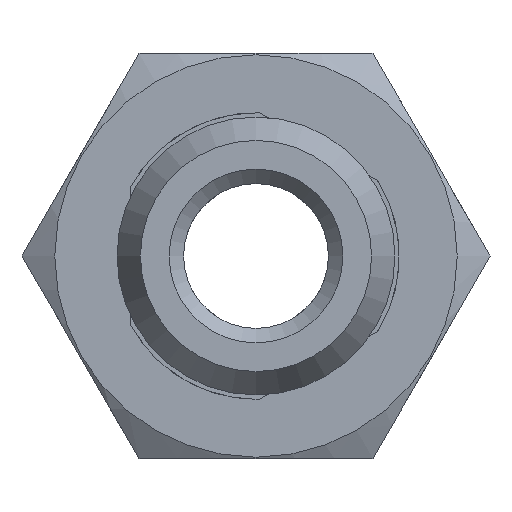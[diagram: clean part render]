
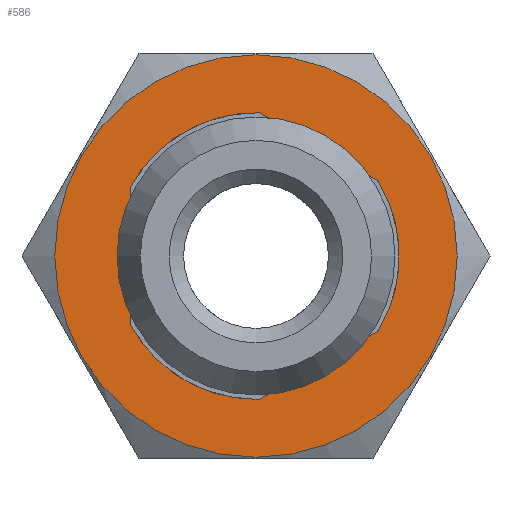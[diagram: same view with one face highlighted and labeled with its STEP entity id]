
A CAD part, front view. The second image highlights one B-rep face of the part: STEP entity #586.
In plain terms, the highlighted planar face has unit normal (0, -1, 0).
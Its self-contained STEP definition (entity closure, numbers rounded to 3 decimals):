
#84=CIRCLE('',#857,4.95);
#85=CIRCLE('',#858,4.95);
#86=CIRCLE('',#859,4.95);
#87=CIRCLE('',#860,6.95);
#121=ORIENTED_EDGE('',*,*,#265,.F.);
#122=ORIENTED_EDGE('',*,*,#260,.F.);
#123=ORIENTED_EDGE('',*,*,#266,.F.);
#124=ORIENTED_EDGE('',*,*,#264,.F.);
#125=ORIENTED_EDGE('',*,*,#267,.F.);
#126=ORIENTED_EDGE('',*,*,#268,.F.);
#127=ORIENTED_EDGE('',*,*,#269,.T.);
#260=EDGE_CURVE('',#332,#330,#388,.T.);
#264=EDGE_CURVE('',#336,#334,#392,.T.);
#265=EDGE_CURVE('',#330,#337,#84,.T.);
#266=EDGE_CURVE('',#334,#332,#85,.T.);
#267=EDGE_CURVE('',#338,#336,#86,.T.);
#268=EDGE_CURVE('',#337,#338,#393,.T.);
#269=EDGE_CURVE('',#339,#339,#87,.T.);
#330=VERTEX_POINT('',#1109);
#332=VERTEX_POINT('',#1113);
#334=VERTEX_POINT('',#1118);
#336=VERTEX_POINT('',#1122);
#337=VERTEX_POINT('',#1126);
#338=VERTEX_POINT('',#1129);
#339=VERTEX_POINT('',#1132);
#388=LINE('',#1114,#406);
#392=LINE('',#1123,#410);
#393=LINE('',#1130,#411);
#406=VECTOR('',#938,1000.);
#410=VECTOR('',#944,1000.);
#411=VECTOR('',#953,1000.);
#423=EDGE_LOOP('',(#121,#122,#123,#124,#125,#126));
#424=EDGE_LOOP('',(#127));
#495=FACE_BOUND('',#423,.T.);
#496=FACE_BOUND('',#424,.T.);
#567=PLANE('',#856);
#586=ADVANCED_FACE('',(#495,#496),#567,.T.);
#856=AXIS2_PLACEMENT_3D('',#1124,#945,#946);
#857=AXIS2_PLACEMENT_3D('',#1125,#947,#948);
#858=AXIS2_PLACEMENT_3D('',#1127,#949,#950);
#859=AXIS2_PLACEMENT_3D('',#1128,#951,#952);
#860=AXIS2_PLACEMENT_3D('',#1131,#954,#955);
#938=DIRECTION('',(0.,0.,-1.));
#944=DIRECTION('',(-0.866,0.,0.5));
#945=DIRECTION('',(0.,-1.,0.));
#946=DIRECTION('',(0.,0.,-1.));
#947=DIRECTION('',(0.,-1.,0.));
#948=DIRECTION('',(0.,0.,-1.));
#949=DIRECTION('',(0.,-1.,0.));
#950=DIRECTION('',(0.,0.,-1.));
#951=DIRECTION('',(0.,-1.,0.));
#952=DIRECTION('',(0.,0.,-1.));
#953=DIRECTION('',(0.866,0.,0.5));
#954=DIRECTION('',(0.,-1.,0.));
#955=DIRECTION('',(0.,0.,-1.));
#1109=CARTESIAN_POINT('',(-4.35,4.4,-2.362));
#1113=CARTESIAN_POINT('',(-4.35,4.4,2.362));
#1114=CARTESIAN_POINT('',(-4.35,4.4,-2.362));
#1118=CARTESIAN_POINT('',(0.129,4.4,4.948));
#1122=CARTESIAN_POINT('',(4.221,4.4,2.586));
#1123=CARTESIAN_POINT('',(0.129,4.4,4.948));
#1124=CARTESIAN_POINT('',(4.95,4.4,0.));
#1125=CARTESIAN_POINT('',(0.,4.4,0.));
#1126=CARTESIAN_POINT('',(0.129,4.4,-4.948));
#1127=CARTESIAN_POINT('',(0.,4.4,0.));
#1128=CARTESIAN_POINT('',(0.,4.4,0.));
#1129=CARTESIAN_POINT('',(4.221,4.4,-2.586));
#1130=CARTESIAN_POINT('',(4.221,4.4,-2.586));
#1131=CARTESIAN_POINT('',(0.,4.4,0.));
#1132=CARTESIAN_POINT('',(0.,4.4,-6.95));
